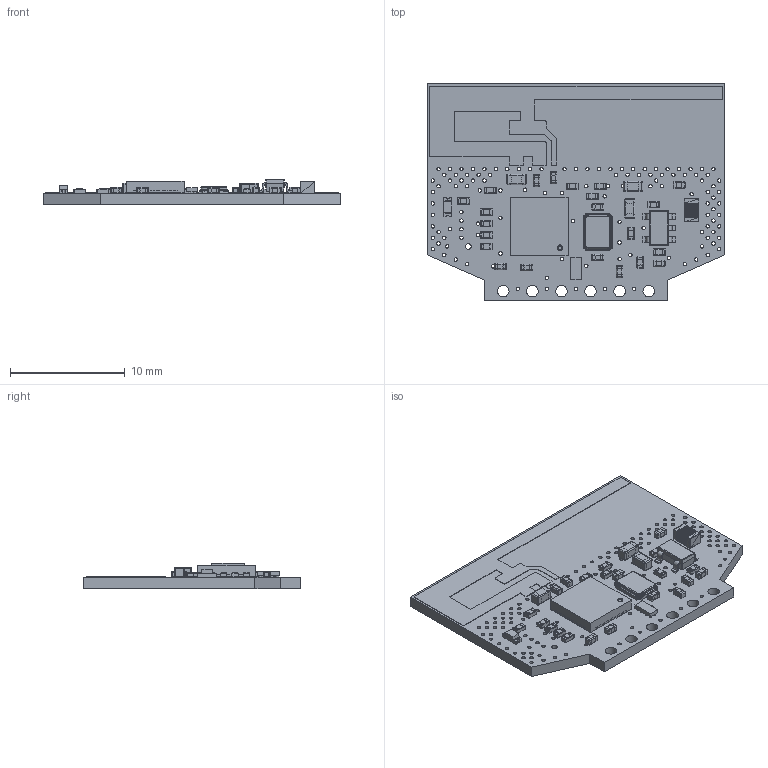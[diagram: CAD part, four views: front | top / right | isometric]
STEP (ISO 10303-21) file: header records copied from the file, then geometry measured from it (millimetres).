
FILE_DESCRIPTION(('for SolidWorks'),'2;1');
FILE_NAME('ESP8285-Module.step', '2018-10-30T16:44:44',('POE'),(''),'Open CASCADE STEP processor 6.6', 'DipTrace','Unknown');
FILE_SCHEMA(('AUTOMOTIVE_DESIGN { 1 0 10303 214 1 1 1 1 }'));
Length unit declared in the file: millimetre
Products named in the file (12): PCB_ESP8285-Module; Board_ESP8285-Module; Antenna-TI-DN007; C-0402; C-0603; ESP8285; Led-0603; Crystal_3225; R-0402; DSBGA-8pin; SOT23-5; Ind_0805
Assembly tree (33 placements, depth 2):
  PCB_ESP8285-Module
    Board_ESP8285-Module
    Antenna-TI-DN007
    C-0402  x10
    C-0603  x3
    ESP8285
    Led-0603
    Crystal_3225
    R-0402  x12
    DSBGA-8pin
    SOT23-5
    Ind_0805
Bounding box: 26 x 19 x 2.25 mm (x, y, z)
Volume: 463.9 mm3; surface area: 1601.9 mm2
Topology: 17 solids, 135 shells, 2496 faces, 5824 edges, 3532 vertices
Faces by surface type: plane 1591, cylinder 598, bspline 191, sphere 104, torus 12
Full cylindrical faces by diameter (mm): 0.25 x8, 0.3 x139, 0.5 x1, 1 x6
Entity records: 50888 total; most frequent: CARTESIAN_POINT 12030, ORIENTED_EDGE 6388, DIRECTION 4905, EDGE_CURVE 3190, VERTEX_POINT 1948, AXIS2_PLACEMENT_3D 1825, FACE_BOUND 1796, EDGE_LOOP 1796
